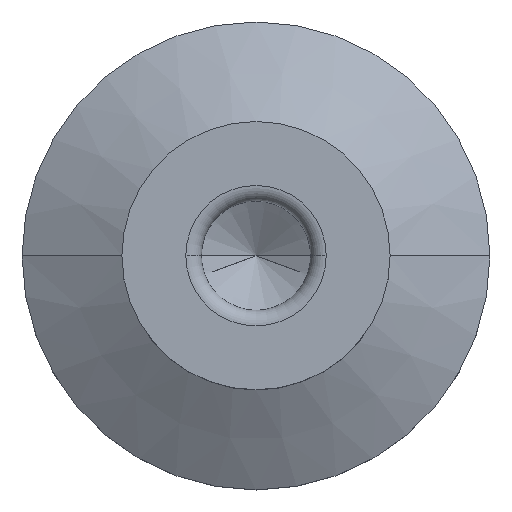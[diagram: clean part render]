
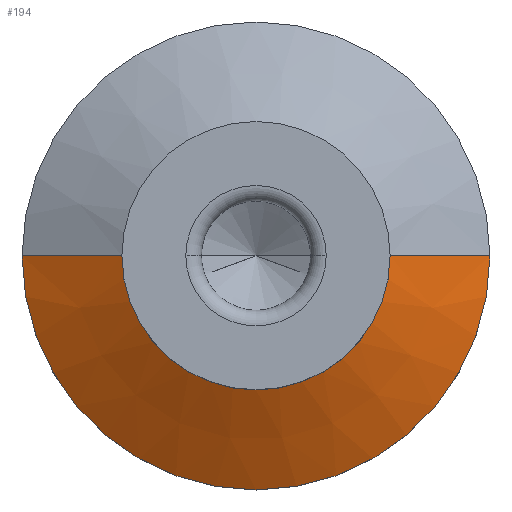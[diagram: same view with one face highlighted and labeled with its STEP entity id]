
A CAD part, top view. The second image highlights one B-rep face of the part: STEP entity #194.
In plain terms, the highlighted conical face has half-angle 60.642 degrees and reference radius 5.9 mm.
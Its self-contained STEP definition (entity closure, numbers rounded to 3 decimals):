
#98=EDGE_CURVE('',#110,#204,#258,.T.);
#106=VERTEX_POINT('',#267);
#110=VERTEX_POINT('',#272);
#186=EDGE_CURVE('',#216,#106,#359,.T.);
#194=ADVANCED_FACE('',(#368),#369,.T.);
#196=EDGE_CURVE('',#216,#110,#371,.T.);
#204=VERTEX_POINT('',#379);
#216=VERTEX_POINT('',#392);
#228=EDGE_CURVE('',#204,#106,#406,.T.);
#258=CIRCLE('',#428,4.3);
#267=CARTESIAN_POINT('',(-7.5,0.,-1.1));
#272=CARTESIAN_POINT('',(4.3,0.,0.7));
#359=CIRCLE('',#551,7.5);
#368=FACE_OUTER_BOUND('',#562,.T.);
#369=CONICAL_SURFACE('',#563,5.9,1.058);
#371=LINE('',#566,#567);
#379=CARTESIAN_POINT('',(-4.3,0.,0.7));
#392=CARTESIAN_POINT('',(7.5,0.,-1.1));
#406=LINE('',#614,#615);
#428=AXIS2_PLACEMENT_3D('',#633,#634,#635);
#551=AXIS2_PLACEMENT_3D('',#777,#778,#779);
#562=EDGE_LOOP('',(#790,#791,#792,#793));
#563=AXIS2_PLACEMENT_3D('',#794,#795,#796);
#566=CARTESIAN_POINT('',(5.9,0.,-0.2));
#567=VECTOR('',#797,1.0);
#614=CARTESIAN_POINT('',(-5.9,0.,-0.2));
#615=VECTOR('',#838,1.0);
#633=CARTESIAN_POINT('',(0.0,0.,0.7));
#634=DIRECTION('',(-0.0,0.0,-1.0));
#635=DIRECTION('',(-1.0,0.,0.0));
#777=CARTESIAN_POINT('',(0.0,0.,-1.1));
#778=DIRECTION('',(-0.0,0.0,-1.0));
#779=DIRECTION('',(-1.0,0.,0.0));
#790=ORIENTED_EDGE('',*,*,#228,.T.);
#791=ORIENTED_EDGE('',*,*,#186,.F.);
#792=ORIENTED_EDGE('',*,*,#196,.T.);
#793=ORIENTED_EDGE('',*,*,#98,.T.);
#794=CARTESIAN_POINT('',(0.0,0.,-0.2));
#795=DIRECTION('',(-0.0,-0.0,-1.0));
#796=DIRECTION('',(-1.0,0.,0.0));
#797=DIRECTION('',(-0.872,0.,0.49));
#838=DIRECTION('',(-0.872,0.,-0.49));
